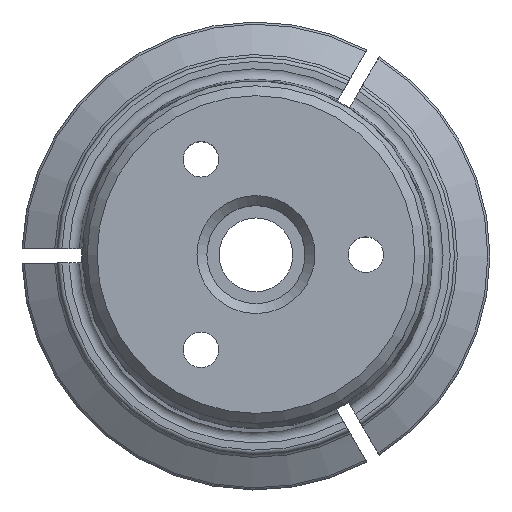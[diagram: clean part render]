
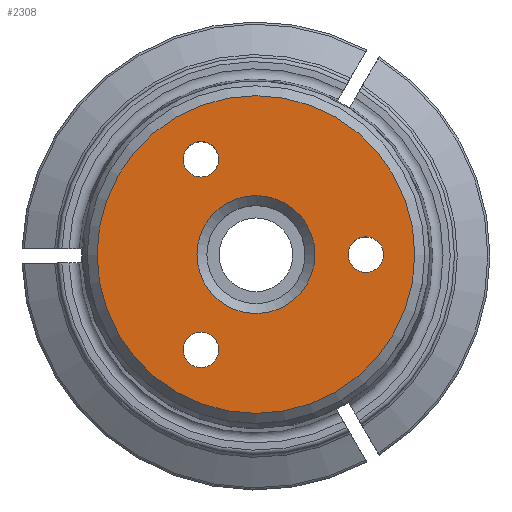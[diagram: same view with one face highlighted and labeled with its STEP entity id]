
A CAD part, top view. The second image highlights one B-rep face of the part: STEP entity #2308.
In plain terms, the highlighted planar face has unit normal (0, 0, 1).
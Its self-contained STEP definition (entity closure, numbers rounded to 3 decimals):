
#180=PLANE('',#2439);
#271=CIRCLE('',#2417,4.159);
#275=CIRCLE('',#2423,1.25);
#277=CIRCLE('',#2426,1.25);
#279=CIRCLE('',#2429,1.25);
#281=CIRCLE('',#2433,11.2);
#416=ORIENTED_EDGE('',*,*,#897,.F.);
#417=ORIENTED_EDGE('',*,*,#895,.T.);
#418=ORIENTED_EDGE('',*,*,#893,.T.);
#419=ORIENTED_EDGE('',*,*,#891,.T.);
#420=ORIENTED_EDGE('',*,*,#887,.T.);
#887=EDGE_CURVE('',#1132,#1132,#271,.T.);
#891=EDGE_CURVE('',#1136,#1136,#275,.T.);
#893=EDGE_CURVE('',#1138,#1138,#277,.T.);
#895=EDGE_CURVE('',#1140,#1140,#279,.T.);
#897=EDGE_CURVE('',#1142,#1142,#281,.T.);
#1132=VERTEX_POINT('',#3242);
#1136=VERTEX_POINT('',#3252);
#1138=VERTEX_POINT('',#3257);
#1140=VERTEX_POINT('',#3262);
#1142=VERTEX_POINT('',#3268);
#1352=EDGE_LOOP('',(#416));
#1353=EDGE_LOOP('',(#417));
#1354=EDGE_LOOP('',(#418));
#1355=EDGE_LOOP('',(#419));
#1356=EDGE_LOOP('',(#420));
#1490=FACE_BOUND('',#1352,.T.);
#1491=FACE_BOUND('',#1353,.T.);
#1492=FACE_BOUND('',#1354,.T.);
#1493=FACE_BOUND('',#1355,.T.);
#1494=FACE_BOUND('',#1356,.T.);
#2308=ADVANCED_FACE('',(#1490,#1491,#1492,#1493,#1494),#180,.F.);
#2417=AXIS2_PLACEMENT_3D('',#3241,#2659,#2660);
#2423=AXIS2_PLACEMENT_3D('',#3251,#2671,#2672);
#2426=AXIS2_PLACEMENT_3D('',#3256,#2677,#2678);
#2429=AXIS2_PLACEMENT_3D('',#3261,#2683,#2684);
#2433=AXIS2_PLACEMENT_3D('',#3267,#2691,#2692);
#2439=AXIS2_PLACEMENT_3D('',#3276,#2703,#2704);
#2659=DIRECTION('',(0.,0.,-1.));
#2660=DIRECTION('',(-1.,0.,0.));
#2671=DIRECTION('',(0.,0.,-1.));
#2672=DIRECTION('',(1.,0.,0.));
#2677=DIRECTION('',(0.,0.,-1.));
#2678=DIRECTION('',(1.,0.,0.));
#2683=DIRECTION('',(0.,0.,-1.));
#2684=DIRECTION('',(1.,0.,0.));
#2691=DIRECTION('',(0.,0.,-1.));
#2692=DIRECTION('',(-1.,0.,0.));
#2703=DIRECTION('',(0.,0.,-1.));
#2704=DIRECTION('',(-1.,0.,0.));
#3241=CARTESIAN_POINT('',(0.,0.,60.5));
#3242=CARTESIAN_POINT('',(-4.159,0.,60.5));
#3251=CARTESIAN_POINT('',(-3.875,-6.712,60.5));
#3252=CARTESIAN_POINT('',(-2.625,-6.712,60.5));
#3256=CARTESIAN_POINT('',(-3.875,6.712,60.5));
#3257=CARTESIAN_POINT('',(-2.625,6.712,60.5));
#3261=CARTESIAN_POINT('',(7.75,0.,60.5));
#3262=CARTESIAN_POINT('',(9.,0.,60.5));
#3267=CARTESIAN_POINT('',(0.,0.,60.5));
#3268=CARTESIAN_POINT('',(-11.2,0.,60.5));
#3276=CARTESIAN_POINT('',(11.9,0.,60.5));
